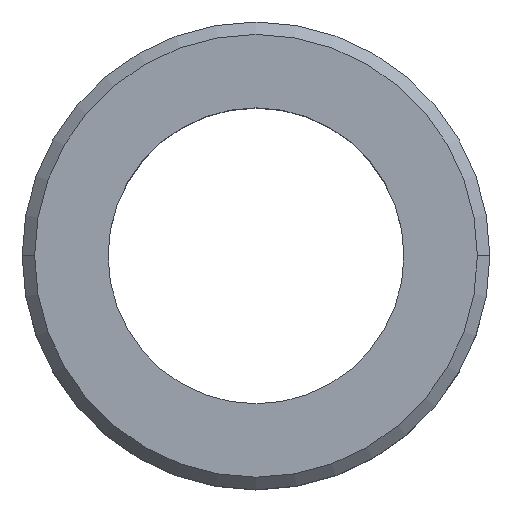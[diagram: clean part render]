
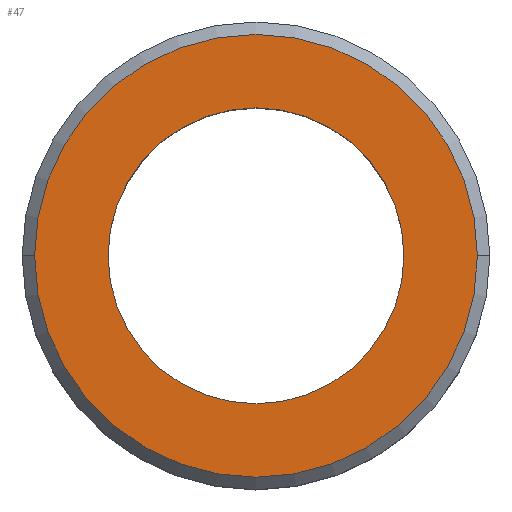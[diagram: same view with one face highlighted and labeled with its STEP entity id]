
A CAD part, top view. The second image highlights one B-rep face of the part: STEP entity #47.
In plain terms, the highlighted planar face has unit normal (0, 0, 1).
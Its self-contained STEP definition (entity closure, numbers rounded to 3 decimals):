
#15 = DIRECTION ( 'NONE',  ( 1., 0., 0. ) ) ;
#37 = EDGE_CURVE ( 'NONE', #408, #115, #234, .T. ) ;
#47 = ADVANCED_FACE ( 'NONE', ( #255, #84 ), #323, .T. ) ;
#84 = FACE_BOUND ( 'NONE', #714, .T. ) ;
#87 = AXIS2_PLACEMENT_3D ( 'NONE', #295, #479, #179 ) ;
#89 = EDGE_CURVE ( 'NONE', #115, #408, #679, .T. ) ;
#115 = VERTEX_POINT ( 'NONE', #127 ) ;
#120 = CARTESIAN_POINT ( 'NONE',  ( 0., 0., 6. ) ) ;
#127 = CARTESIAN_POINT ( 'NONE',  ( 14.2, 0., 6. ) ) ;
#152 = CIRCLE ( 'NONE', #166, 9.488 ) ;
#166 = AXIS2_PLACEMENT_3D ( 'NONE', #120, #359, #365 ) ;
#179 = DIRECTION ( 'NONE',  ( 1., 0., 0. ) ) ;
#196 = CARTESIAN_POINT ( 'NONE',  ( -14.2, 0., 6. ) ) ;
#197 = DIRECTION ( 'NONE',  ( 0., 0., 1. ) ) ;
#219 = CARTESIAN_POINT ( 'NONE',  ( 0., 0., 6. ) ) ;
#228 = VERTEX_POINT ( 'NONE', #303 ) ;
#234 = CIRCLE ( 'NONE', #702, 14.2 ) ;
#255 = FACE_OUTER_BOUND ( 'NONE', #328, .T. ) ;
#295 = CARTESIAN_POINT ( 'NONE',  ( 0., 0., 6. ) ) ;
#301 = EDGE_CURVE ( 'NONE', #456, #228, #413, .T. ) ;
#303 = CARTESIAN_POINT ( 'NONE',  ( -9.488, 0., 6. ) ) ;
#318 = EDGE_CURVE ( 'NONE', #228, #456, #152, .T. ) ;
#323 = PLANE ( 'NONE',  #579 ) ;
#328 = EDGE_LOOP ( 'NONE', ( #746, #399 ) ) ;
#337 = CARTESIAN_POINT ( 'NONE',  ( 9.488, 0., 6. ) ) ;
#359 = DIRECTION ( 'NONE',  ( 0., 0., 1. ) ) ;
#361 = AXIS2_PLACEMENT_3D ( 'NONE', #219, #763, #467 ) ;
#365 = DIRECTION ( 'NONE',  ( 1., 0., 0. ) ) ;
#399 = ORIENTED_EDGE ( 'NONE', *, *, #89, .T. ) ;
#408 = VERTEX_POINT ( 'NONE', #196 ) ;
#413 = CIRCLE ( 'NONE', #87, 9.488 ) ;
#434 = DIRECTION ( 'NONE',  ( 0., 0., 1. ) ) ;
#456 = VERTEX_POINT ( 'NONE', #337 ) ;
#467 = DIRECTION ( 'NONE',  ( 1., 0., 0. ) ) ;
#479 = DIRECTION ( 'NONE',  ( 0., 0., 1. ) ) ;
#498 = DIRECTION ( 'NONE',  ( 1., 0., 0. ) ) ;
#528 = ORIENTED_EDGE ( 'NONE', *, *, #318, .F. ) ;
#564 = CARTESIAN_POINT ( 'NONE',  ( 0., 0., 6. ) ) ;
#579 = AXIS2_PLACEMENT_3D ( 'NONE', #564, #197, #498 ) ;
#679 = CIRCLE ( 'NONE', #361, 14.2 ) ;
#702 = AXIS2_PLACEMENT_3D ( 'NONE', #750, #434, #15 ) ;
#714 = EDGE_LOOP ( 'NONE', ( #735, #528 ) ) ;
#735 = ORIENTED_EDGE ( 'NONE', *, *, #301, .F. ) ;
#746 = ORIENTED_EDGE ( 'NONE', *, *, #37, .T. ) ;
#750 = CARTESIAN_POINT ( 'NONE',  ( 0., 0., 6. ) ) ;
#763 = DIRECTION ( 'NONE',  ( 0., 0., 1. ) ) ;
